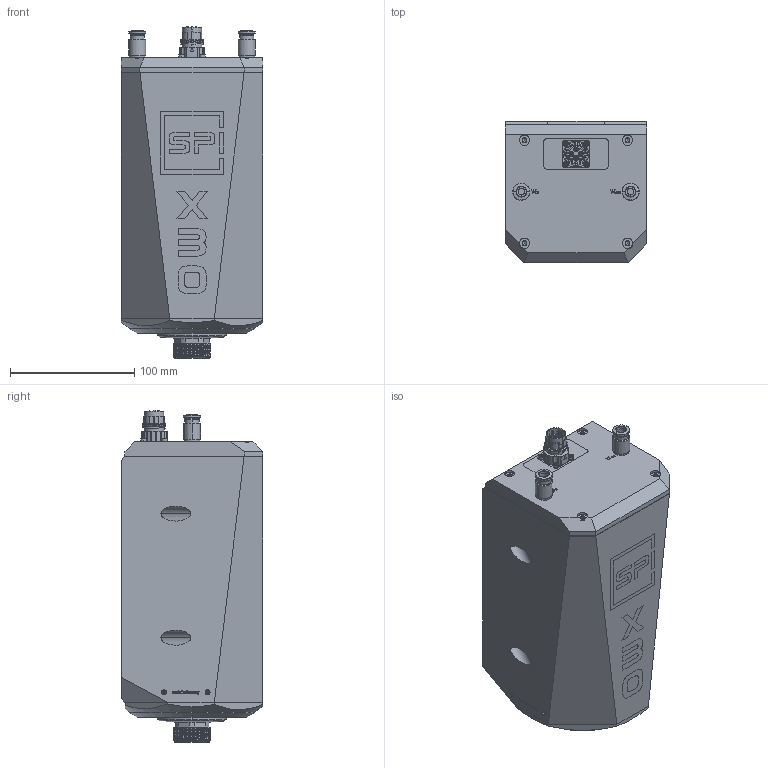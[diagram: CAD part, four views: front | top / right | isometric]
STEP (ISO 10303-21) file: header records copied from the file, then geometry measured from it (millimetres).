
FILE_DESCRIPTION (( 'STEP AP214' ), '1' );
FILE_NAME ('A00124 STEP.STEP', '2023-10-24T08:41:25', ( '' ), ( '' ), 'SwSTEP 2.0', 'SolidWorks 2020', '' );
FILE_SCHEMA (( 'AUTOMOTIVE_DESIGN' ));
Length unit declared in the file: millimetre
Products named in the file (1): A00124 STEP
Bounding box: 114 x 114 x 267.45 mm (x, y, z)
Volume: 2593928.4 mm3; surface area: 356026.3 mm2
Topology: 49 solids, 49 shells, 4924 faces, 12790 edges, 8277 vertices
Faces by surface type: plane 2106, bspline 1195, cylinder 1057, cone 463, torus 103
Entity records: 256182 total; most frequent: CARTESIAN_POINT 99015, ORIENTED_EDGE 25352, DIRECTION 19109, EDGE_CURVE 12676, VERTEX_POINT 8277, VECTOR 7249, LINE 7249, AXIS2_PLACEMENT_3D 5930
